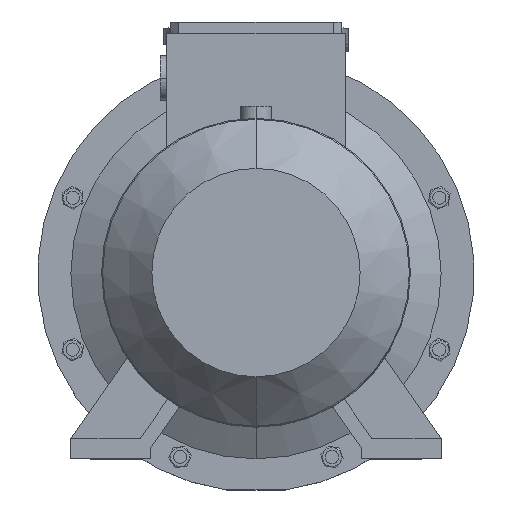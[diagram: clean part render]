
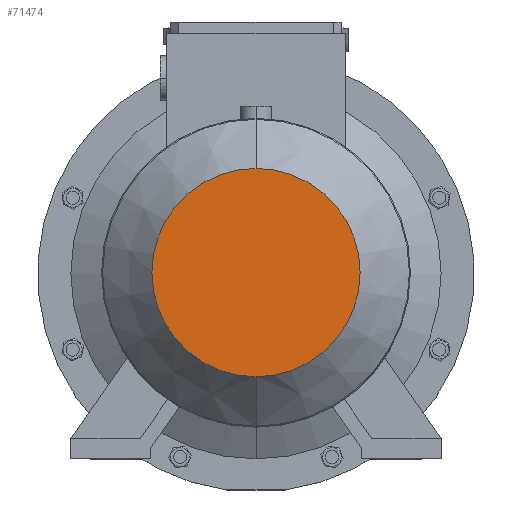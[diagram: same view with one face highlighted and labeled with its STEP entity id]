
A CAD part, top view. The second image highlights one B-rep face of the part: STEP entity #71474.
In plain terms, the highlighted planar face has unit normal (0, 0, 1).
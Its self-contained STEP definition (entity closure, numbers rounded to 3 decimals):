
#1157 = CIRCLE ( 'NONE', #16954, 157.5 ) ;
#8908 = DIRECTION ( 'NONE',  ( 0., 0., -1. ) ) ;
#9939 = DIRECTION ( 'NONE',  ( 0., 0., 1. ) ) ;
#10111 = CIRCLE ( 'NONE', #10705, 157.5 ) ;
#10705 = AXIS2_PLACEMENT_3D ( 'NONE', #50617, #31839, #25721 ) ;
#16954 = AXIS2_PLACEMENT_3D ( 'NONE', #26235, #8908, #53621 ) ;
#22312 = PLANE ( 'NONE',  #55964 ) ;
#22587 = CARTESIAN_POINT ( 'NONE',  ( 0., 0., 1249. ) ) ;
#25721 = DIRECTION ( 'NONE',  ( 0., 1., 0. ) ) ;
#26235 = CARTESIAN_POINT ( 'NONE',  ( 0., 0., 1249. ) ) ;
#31839 = DIRECTION ( 'NONE',  ( 0., 0., -1. ) ) ;
#35047 = DIRECTION ( 'NONE',  ( 0., -1., 0. ) ) ;
#37266 = FACE_OUTER_BOUND ( 'NONE', #79682, .T. ) ;
#47072 = ORIENTED_EDGE ( 'NONE', *, *, #68031, .F. ) ;
#47249 = VERTEX_POINT ( 'NONE', #76458 ) ;
#50617 = CARTESIAN_POINT ( 'NONE',  ( 0., 0., 1249. ) ) ;
#52700 = CARTESIAN_POINT ( 'NONE',  ( 0., -157.5, 1249. ) ) ;
#53621 = DIRECTION ( 'NONE',  ( 0., 1., 0. ) ) ;
#55964 = AXIS2_PLACEMENT_3D ( 'NONE', #22587, #9939, #35047 ) ;
#57734 = VERTEX_POINT ( 'NONE', #52700 ) ;
#62667 = ORIENTED_EDGE ( 'NONE', *, *, #63035, .F. ) ;
#63035 = EDGE_CURVE ( 'NONE', #47249, #57734, #10111, .T. ) ;
#68031 = EDGE_CURVE ( 'NONE', #57734, #47249, #1157, .T. ) ;
#71474 = ADVANCED_FACE ( 'NONE', ( #37266 ), #22312, .T. ) ;
#76458 = CARTESIAN_POINT ( 'NONE',  ( 0., 157.5, 1249. ) ) ;
#79682 = EDGE_LOOP ( 'NONE', ( #62667, #47072 ) ) ;
